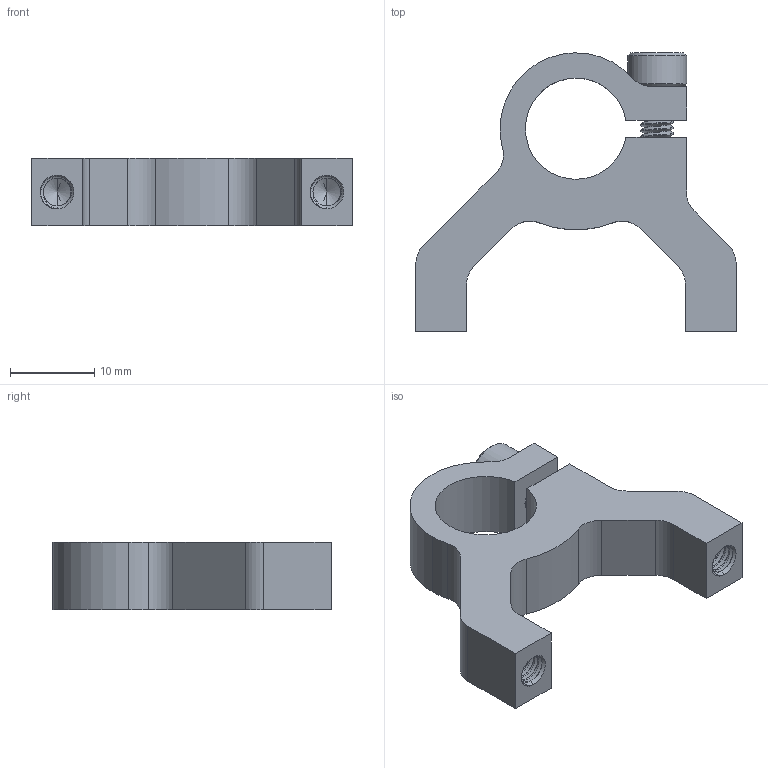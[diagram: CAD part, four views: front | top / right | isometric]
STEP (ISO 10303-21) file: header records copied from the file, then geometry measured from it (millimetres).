
FILE_DESCRIPTION (( 'STEP AP203' ), '1' );
FILE_NAME ('1400-0032-0012 assembly.STEP', '2017-04-20T20:14:00', ( '' ), ( '' ), 'SwSTEP 2.0', 'SolidWorks 2016', '' );
FILE_SCHEMA (( 'CONFIG_CONTROL_DESIGN' ));
Length unit declared in the file: inch
Products named in the file (3): 1400-0032-0012 assembly; 1400-0032-0012; 2800-0004-0010_90128A207
Assembly tree (2 placements, depth 2):
  1400-0032-0012 assembly
    1400-0032-0012
    2800-0004-0010_90128A207
Bounding box: 38 x 33 x 8 mm (x, y, z)
Volume: 3702.3 mm3; surface area: 3322.4 mm2
Topology: 2 solids, 2 shells, 268 faces, 757 edges, 492 vertices
Faces by surface type: cylinder 205, plane 30, cone 25, bspline 8
Entity records: 18087 total; most frequent: CARTESIAN_POINT 11963, ORIENTED_EDGE 1502, DIRECTION 980, EDGE_CURVE 751, VERTEX_POINT 492, AXIS2_PLACEMENT_3D 353, EDGE_LOOP 275, LINE 274
